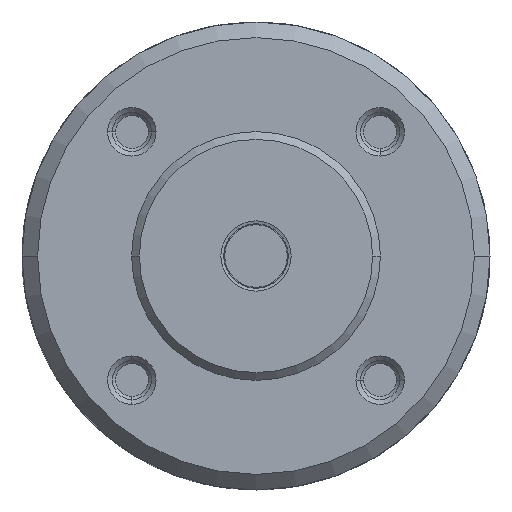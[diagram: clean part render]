
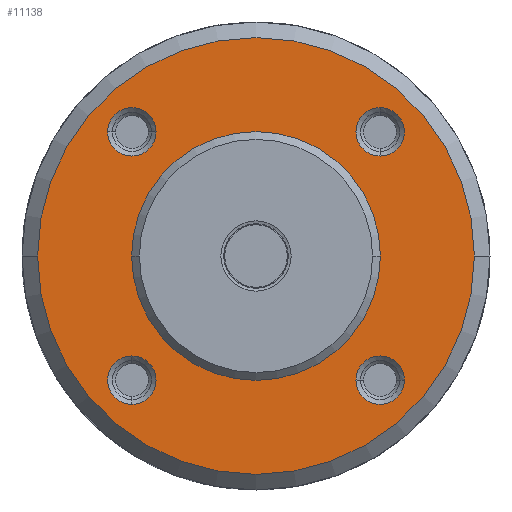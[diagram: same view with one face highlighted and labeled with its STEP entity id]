
A CAD part, front view. The second image highlights one B-rep face of the part: STEP entity #11138.
In plain terms, the highlighted planar face has unit normal (0, -1, 0).
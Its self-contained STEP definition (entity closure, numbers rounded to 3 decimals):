
#4988=CARTESIAN_POINT('',(0.,2.5,0.));
#4989=DIRECTION('',(0.,-1.,0.));
#4990=DIRECTION('',(-1.,0.,0.));
#4991=AXIS2_PLACEMENT_3D('',#4988,#4989,#4990);
#4996=CARTESIAN_POINT('',(0.,2.5,0.));
#4997=DIRECTION('',(0.,1.,0.));
#4998=DIRECTION('',(-1.,0.,0.));
#4999=AXIS2_PLACEMENT_3D('',#4996,#4997,#4998);
#5004=CARTESIAN_POINT('',(15.91,2.5,-15.91));
#5005=DIRECTION('',(0.,1.,0.));
#5006=DIRECTION('',(1.,0.,0.));
#5007=AXIS2_PLACEMENT_3D('',#5004,#5005,#5006);
#5012=CARTESIAN_POINT('',(15.91,2.5,-15.91));
#5013=DIRECTION('',(0.,1.,0.));
#5014=DIRECTION('',(-1.,0.,0.));
#5015=AXIS2_PLACEMENT_3D('',#5012,#5013,#5014);
#5020=CARTESIAN_POINT('',(-15.91,2.5,
-15.91));
#5021=DIRECTION('',(0.,1.,0.));
#5022=DIRECTION('',(0.,0.,-1.));
#5023=AXIS2_PLACEMENT_3D('',#5020,#5021,#5022);
#5028=CARTESIAN_POINT('',(-15.91,2.5,
-15.91));
#5029=DIRECTION('',(0.,1.,0.));
#5030=DIRECTION('',(0.,0.,1.));
#5031=AXIS2_PLACEMENT_3D('',#5028,#5029,#5030);
#5036=CARTESIAN_POINT('',(-15.91,2.5,15.91));
#5037=DIRECTION('',(0.,1.,0.));
#5038=DIRECTION('',(1.,0.,0.));
#5039=AXIS2_PLACEMENT_3D('',#5036,#5037,#5038);
#5044=CARTESIAN_POINT('',(-15.91,2.5,15.91));
#5045=DIRECTION('',(0.,1.,0.));
#5046=DIRECTION('',(-1.,0.,0.));
#5047=AXIS2_PLACEMENT_3D('',#5044,#5045,#5046);
#5052=CARTESIAN_POINT('',(15.91,2.5,15.91));
#5053=DIRECTION('',(0.,1.,0.));
#5054=DIRECTION('',(0.,0.,1.));
#5055=AXIS2_PLACEMENT_3D('',#5052,#5053,#5054);
#5060=CARTESIAN_POINT('',(15.91,2.5,15.91));
#5061=DIRECTION('',(0.,1.,0.));
#5062=DIRECTION('',(0.,0.,-1.));
#5063=AXIS2_PLACEMENT_3D('',#5060,#5061,#5062);
#5068=CARTESIAN_POINT('',(0.,2.5,
0.));
#5069=DIRECTION('',(0.,1.,0.));
#5070=DIRECTION('',(1.,0.,0.));
#5071=AXIS2_PLACEMENT_3D('',#5068,#5069,#5070);
#5076=CARTESIAN_POINT('',(0.,2.5,
0.));
#5077=DIRECTION('',(0.,1.,0.));
#5078=DIRECTION('',(-1.,0.,0.));
#5079=AXIS2_PLACEMENT_3D('',#5076,#5077,#5078);
#6642=CARTESIAN_POINT('',(-15.95,2.5,0.));
#6643=CARTESIAN_POINT('',(15.95,2.5,0.));
#6644=VERTEX_POINT('',#6642);
#6645=VERTEX_POINT('',#6643);
#6851=CARTESIAN_POINT('',(19.01,2.5,-15.91));
#6852=CARTESIAN_POINT('',(12.81,2.5,-15.91));
#6853=VERTEX_POINT('',#6851);
#6854=VERTEX_POINT('',#6852);
#6859=CARTESIAN_POINT('',(-15.91,2.5,
-19.01));
#6860=CARTESIAN_POINT('',(-15.91,2.5,
-12.81));
#6861=VERTEX_POINT('',#6859);
#6862=VERTEX_POINT('',#6860);
#6867=CARTESIAN_POINT('',(-12.81,2.5,15.91));
#6868=CARTESIAN_POINT('',(-19.01,2.5,15.91));
#6869=VERTEX_POINT('',#6867);
#6870=VERTEX_POINT('',#6868);
#6875=CARTESIAN_POINT('',(15.91,2.5,19.01));
#6876=CARTESIAN_POINT('',(15.91,2.5,12.81));
#6877=VERTEX_POINT('',#6875);
#6878=VERTEX_POINT('',#6876);
#7260=CARTESIAN_POINT('',(28.,2.5,0.));
#7261=CARTESIAN_POINT('',(-28.,2.5,0.));
#7262=VERTEX_POINT('',#7260);
#7263=VERTEX_POINT('',#7261);
#11099=CARTESIAN_POINT('',(0.,2.5,0.));
#11100=DIRECTION('',(0.,1.,0.));
#11101=DIRECTION('',(1.,0.,0.));
#11102=AXIS2_PLACEMENT_3D('',#11099,#11100,#11101);
#11103=PLANE('',#11102);
#11104=ORIENTED_EDGE('',*,*,#11066,.T.);
#11105=ORIENTED_EDGE('',*,*,#11081,.T.);
#11106=EDGE_LOOP('',(#11104,#11105));
#11107=FACE_OUTER_BOUND('',#11106,.F.);
#11109=ORIENTED_EDGE('',*,*,#11108,.F.);
#11111=ORIENTED_EDGE('',*,*,#11110,.F.);
#11112=EDGE_LOOP('',(#11109,#11111));
#11113=FACE_BOUND('',#11112,.F.);
#11115=ORIENTED_EDGE('',*,*,#11114,.F.);
#11117=ORIENTED_EDGE('',*,*,#11116,.F.);
#11118=EDGE_LOOP('',(#11115,#11117));
#11119=FACE_BOUND('',#11118,.F.);
#11121=ORIENTED_EDGE('',*,*,#11120,.F.);
#11123=ORIENTED_EDGE('',*,*,#11122,.F.);
#11124=EDGE_LOOP('',(#11121,#11123));
#11125=FACE_BOUND('',#11124,.F.);
#11127=ORIENTED_EDGE('',*,*,#11126,.F.);
#11129=ORIENTED_EDGE('',*,*,#11128,.F.);
#11130=EDGE_LOOP('',(#11127,#11129));
#11131=FACE_BOUND('',#11130,.F.);
#11133=ORIENTED_EDGE('',*,*,#11132,.T.);
#11135=ORIENTED_EDGE('',*,*,#11134,.F.);
#11136=EDGE_LOOP('',(#11133,#11135));
#11137=FACE_BOUND('',#11136,.F.);
#11138=ADVANCED_FACE('',(#11107,#11113,#11119,#11125,#11131,#11137),#11103,.F.);
#4992=CIRCLE('',#4991,15.95);
#5000=CIRCLE('',#4999,15.95);
#5008=CIRCLE('',#5007,3.1);
#5016=CIRCLE('',#5015,3.1);
#5024=CIRCLE('',#5023,3.1);
#5032=CIRCLE('',#5031,3.1);
#5040=CIRCLE('',#5039,3.1);
#5048=CIRCLE('',#5047,3.1);
#5056=CIRCLE('',#5055,3.1);
#5064=CIRCLE('',#5063,3.1);
#5072=CIRCLE('',#5071,28.);
#5080=CIRCLE('',#5079,28.);
#11066=EDGE_CURVE('',#7262,#7263,#5072,.T.);
#11081=EDGE_CURVE('',#7263,#7262,#5080,.T.);
#11108=EDGE_CURVE('',#6853,#6854,#5008,.T.);
#11110=EDGE_CURVE('',#6854,#6853,#5016,.T.);
#11114=EDGE_CURVE('',#6861,#6862,#5024,.T.);
#11116=EDGE_CURVE('',#6862,#6861,#5032,.T.);
#11120=EDGE_CURVE('',#6869,#6870,#5040,.T.);
#11122=EDGE_CURVE('',#6870,#6869,#5048,.T.);
#11126=EDGE_CURVE('',#6877,#6878,#5056,.T.);
#11128=EDGE_CURVE('',#6878,#6877,#5064,.T.);
#11132=EDGE_CURVE('',#6644,#6645,#4992,.T.);
#11134=EDGE_CURVE('',#6644,#6645,#5000,.T.);
